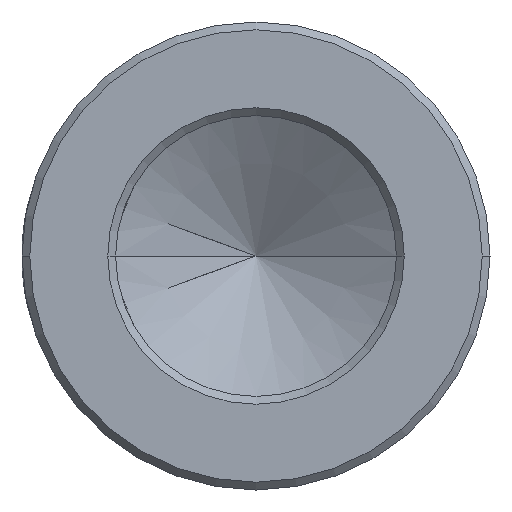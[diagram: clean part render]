
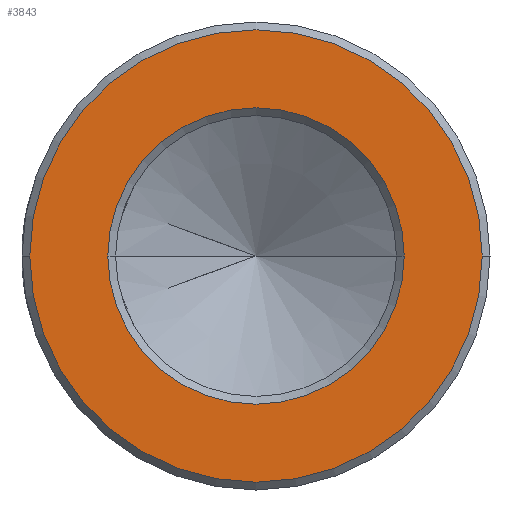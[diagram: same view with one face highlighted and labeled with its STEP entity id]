
A CAD part, left-side view. The second image highlights one B-rep face of the part: STEP entity #3843.
In plain terms, the highlighted planar face has unit normal (-1, 0, 0).
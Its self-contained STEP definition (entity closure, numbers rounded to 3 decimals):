
#2=CARTESIAN_POINT('',(-55.,0.,0.));
#3=DIRECTION('',(-1.,0.,0.));
#4=DIRECTION('',(0.,1.,0.));
#5=AXIS2_PLACEMENT_3D('',#2,#3,#4);
#7=CARTESIAN_POINT('',(-55.,0.,0.));
#8=DIRECTION('',(-1.,0.,0.));
#9=DIRECTION('',(0.,-1.,0.));
#10=AXIS2_PLACEMENT_3D('',#7,#8,#9);
#12=CARTESIAN_POINT('',(-55.,0.,0.));
#13=DIRECTION('',(1.,0.,0.));
#14=DIRECTION('',(0.,1.,0.));
#15=AXIS2_PLACEMENT_3D('',#12,#13,#14);
#17=CARTESIAN_POINT('',(-55.,0.,0.));
#18=DIRECTION('',(1.,0.,0.));
#19=DIRECTION('',(0.,-1.,0.));
#20=AXIS2_PLACEMENT_3D('',#17,#18,#19);
#3760=CARTESIAN_POINT('',(-55.,14.5,0.));
#3761=CARTESIAN_POINT('',(-55.,-14.5,0.));
#3762=VERTEX_POINT('',#3760);
#3763=VERTEX_POINT('',#3761);
#3768=CARTESIAN_POINT('',(-55.,9.5,0.));
#3769=CARTESIAN_POINT('',(-55.,-9.5,0.));
#3770=VERTEX_POINT('',#3768);
#3771=VERTEX_POINT('',#3769);
#3826=CARTESIAN_POINT('',(-55.,0.,0.));
#3827=DIRECTION('',(1.,0.,0.));
#3828=DIRECTION('',(0.,-1.,0.));
#3829=AXIS2_PLACEMENT_3D('',#3826,#3827,#3828);
#3830=PLANE('',#3829);
#3832=ORIENTED_EDGE('',*,*,#3831,.F.);
#3834=ORIENTED_EDGE('',*,*,#3833,.F.);
#3835=EDGE_LOOP('',(#3832,#3834));
#3836=FACE_OUTER_BOUND('',#3835,.F.);
#3838=ORIENTED_EDGE('',*,*,#3837,.F.);
#3840=ORIENTED_EDGE('',*,*,#3839,.F.);
#3841=EDGE_LOOP('',(#3838,#3840));
#3842=FACE_BOUND('',#3841,.F.);
#3843=ADVANCED_FACE('',(#3836,#3842),#3830,.F.);
#6=CIRCLE('',#5,14.5);
#11=CIRCLE('',#10,14.5);
#16=CIRCLE('',#15,9.5);
#21=CIRCLE('',#20,9.5);
#3831=EDGE_CURVE('',#3762,#3763,#6,.T.);
#3833=EDGE_CURVE('',#3763,#3762,#11,.T.);
#3837=EDGE_CURVE('',#3770,#3771,#16,.T.);
#3839=EDGE_CURVE('',#3771,#3770,#21,.T.);
